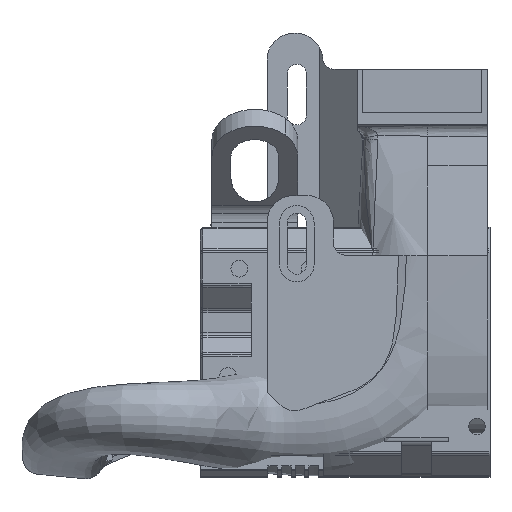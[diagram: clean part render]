
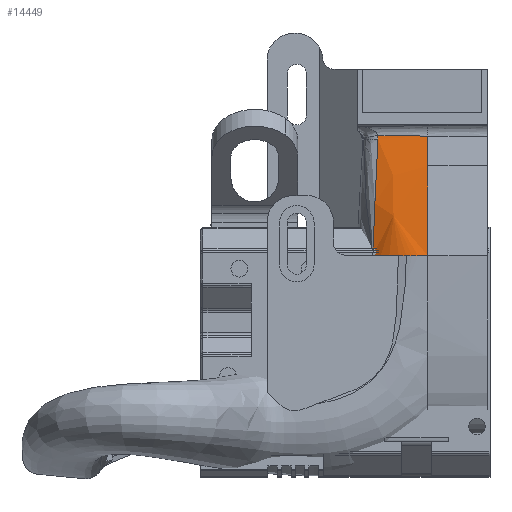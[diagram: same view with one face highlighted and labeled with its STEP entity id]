
A CAD part, left-side view. The second image highlights one B-rep face of the part: STEP entity #14449.
In plain terms, the highlighted free-form (B-spline) face has degree [3, 3] with [5, 4] control points.
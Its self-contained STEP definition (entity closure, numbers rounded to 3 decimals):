
#2738=CARTESIAN_POINT('',(144.103,-28.572,463.553));
#2739=VERTEX_POINT('',#2738);
#2746=CARTESIAN_POINT('',(146.526,-24.238,463.553));
#2747=VERTEX_POINT('',#2746);
#2748=CARTESIAN_POINT('',(146.526,-24.238,463.553));
#2749=CARTESIAN_POINT('',(145.961,-24.857,463.553));
#2750=CARTESIAN_POINT('',(145.482,-25.538,463.553));
#2751=CARTESIAN_POINT('',(145.076,-26.27,463.553));
#2752=CARTESIAN_POINT('',(144.874,-26.636,463.553));
#2753=CARTESIAN_POINT('',(144.691,-27.012,463.553));
#2754=CARTESIAN_POINT('',(144.529,-27.396,463.553));
#2755=CARTESIAN_POINT('',(144.367,-27.78,463.553));
#2756=CARTESIAN_POINT('',(144.225,-28.172,463.553));
#2757=CARTESIAN_POINT('',(144.103,-28.572,463.553));
#2758=B_SPLINE_CURVE_WITH_KNOTS('',3,(#2748,#2749,#2750,#2751,#2752,#2753,#2754,#2755,#2756,#2757),.UNSPECIFIED.,.F.,.F.,(4,3,3,4),(0.,0.002,0.004,0.005),.UNSPECIFIED.);
#2759=EDGE_CURVE('',#2747,#2739,#2758,.T.);
#9089=CARTESIAN_POINT('',(146.821,-33.461,483.54));
#9090=VERTEX_POINT('',#9089);
#9404=CARTESIAN_POINT('',(146.917,-25.075,483.636));
#9405=VERTEX_POINT('',#9404);
#11757=CARTESIAN_POINT('',(146.869,-25.088,483.023));
#11758=VERTEX_POINT('',#11757);
#11772=CARTESIAN_POINT('',(146.869,-25.088,483.023));
#11773=CARTESIAN_POINT('',(146.884,-25.098,483.229));
#11774=CARTESIAN_POINT('',(146.9,-25.094,483.434));
#11775=CARTESIAN_POINT('',(146.916,-25.075,483.636));
#11776=B_SPLINE_CURVE_WITH_KNOTS('',3,(#11772,#11773,#11774,#11775),.UNSPECIFIED.,.F.,.F.,(4,4),(-0.062,-0.),.UNSPECIFIED.);
#11777=EDGE_CURVE('',#11758,#9405,#11776,.T.);
#11808=CARTESIAN_POINT('',(146.917,-25.075,483.636));
#11809=CARTESIAN_POINT('',(146.859,-27.874,483.568));
#11810=CARTESIAN_POINT('',(146.817,-30.667,483.536));
#11811=CARTESIAN_POINT('',(146.821,-33.461,483.54));
#11812=B_SPLINE_CURVE_WITH_KNOTS('',3,(#11808,#11809,#11810,#11811),.UNSPECIFIED.,.F.,.F.,(4,4),(-0.912,-0.069),.UNSPECIFIED.);
#11813=EDGE_CURVE('',#9405,#9090,#11812,.T.);
#11830=CARTESIAN_POINT('',(146.,-33.461,478.548));
#11831=VERTEX_POINT('',#11830);
#11832=CARTESIAN_POINT('',(146.,-33.461,478.548));
#11833=CARTESIAN_POINT('',(146.274,-33.461,480.216));
#11834=CARTESIAN_POINT('',(146.549,-33.461,481.888));
#11835=CARTESIAN_POINT('',(146.821,-33.461,483.54));
#11836=B_SPLINE_CURVE_WITH_KNOTS('',3,(#11832,#11833,#11834,#11835),.UNSPECIFIED.,.F.,.F.,(4,4),(-0.602,-0.102),.UNSPECIFIED.);
#11837=EDGE_CURVE('',#11831,#9090,#11836,.T.);
#11883=CARTESIAN_POINT('',(143.545,-33.461,463.459));
#11884=VERTEX_POINT('',#11883);
#11885=CARTESIAN_POINT('',(146.,-33.461,478.548));
#11886=CARTESIAN_POINT('',(145.793,-33.461,477.287));
#11887=CARTESIAN_POINT('',(145.586,-33.461,476.025));
#11888=CARTESIAN_POINT('',(145.382,-33.461,474.774));
#11889=CARTESIAN_POINT('',(145.279,-33.461,474.149));
#11890=CARTESIAN_POINT('',(145.178,-33.461,473.527));
#11891=CARTESIAN_POINT('',(145.075,-33.461,472.901));
#11892=CARTESIAN_POINT('',(144.973,-33.461,472.275));
#11893=CARTESIAN_POINT('',(144.871,-33.461,471.647));
#11894=CARTESIAN_POINT('',(144.768,-33.461,471.018));
#11895=CARTESIAN_POINT('',(144.358,-33.461,468.5));
#11896=CARTESIAN_POINT('',(143.947,-33.461,465.962));
#11897=CARTESIAN_POINT('',(143.545,-33.461,463.459));
#11898=B_SPLINE_CURVE_WITH_KNOTS('',3,(#11885,#11886,#11887,#11888,#11889,#11890,#11891,#11892,#11893,#11894,#11895,#11896,#11897),.UNSPECIFIED.,.F.,.F.,(4,3,3,3,4),(0.599,0.975,1.162,1.35,2.1),.UNSPECIFIED.);
#11899=EDGE_CURVE('',#11831,#11884,#11898,.T.);
#13556=CARTESIAN_POINT('',(146.526,-24.238,463.553));
#13557=CARTESIAN_POINT('',(146.42,-24.271,465.187));
#13558=CARTESIAN_POINT('',(146.357,-24.332,466.821));
#13559=CARTESIAN_POINT('',(146.331,-24.401,468.452));
#13560=CARTESIAN_POINT('',(146.305,-24.47,470.082));
#13561=CARTESIAN_POINT('',(146.318,-24.547,471.708));
#13562=CARTESIAN_POINT('',(146.359,-24.624,473.331));
#13563=CARTESIAN_POINT('',(146.441,-24.78,476.576));
#13564=CARTESIAN_POINT('',(146.629,-24.935,479.805));
#13565=CARTESIAN_POINT('',(146.869,-25.088,483.023));
#13566=B_SPLINE_CURVE_WITH_KNOTS('',3,(#13556,#13557,#13558,#13559,#13560,#13561,#13562,#13563,#13564,#13565),.UNSPECIFIED.,.F.,.F.,(4,3,3,4),(0.007,0.488,0.969,1.931),.UNSPECIFIED.);
#13567=EDGE_CURVE('',#2747,#11758,#13566,.T.);
#14018=CARTESIAN_POINT('',(144.103,-28.529,463.459));
#14019=VERTEX_POINT('',#14018);
#14123=CARTESIAN_POINT('',(144.103,-28.572,463.553));
#14124=CARTESIAN_POINT('',(144.103,-28.558,463.522));
#14125=CARTESIAN_POINT('',(144.103,-28.544,463.49));
#14126=CARTESIAN_POINT('',(144.103,-28.53,463.459));
#14127=B_SPLINE_CURVE_WITH_KNOTS('',3,(#14123,#14124,#14125,#14126),.UNSPECIFIED.,.F.,.F.,(4,4),(0.001,0.001),.UNSPECIFIED.);
#14128=EDGE_CURVE('',#2739,#14019,#14127,.T.);
#14403=CARTESIAN_POINT('',(146.838,-34.15,483.636));
#14404=CARTESIAN_POINT('',(145.74,-33.92,476.91));
#14405=CARTESIAN_POINT('',(144.643,-33.691,470.185));
#14406=CARTESIAN_POINT('',(143.545,-33.461,463.459));
#14407=CARTESIAN_POINT('',(146.832,-31.969,483.636));
#14408=CARTESIAN_POINT('',(145.686,-31.816,476.91));
#14409=CARTESIAN_POINT('',(144.545,-31.664,470.185));
#14410=CARTESIAN_POINT('',(143.4,-31.511,463.459));
#14411=CARTESIAN_POINT('',(146.854,-28.149,483.636));
#14412=CARTESIAN_POINT('',(145.873,-28.105,476.91));
#14413=CARTESIAN_POINT('',(144.891,-28.062,470.185));
#14414=CARTESIAN_POINT('',(143.909,-28.018,463.459));
#14415=CARTESIAN_POINT('',(146.928,-24.359,483.636));
#14416=CARTESIAN_POINT('',(146.494,-24.646,476.91));
#14417=CARTESIAN_POINT('',(146.06,-24.934,470.185));
#14418=CARTESIAN_POINT('',(145.626,-25.221,463.459));
#14419=CARTESIAN_POINT('',(146.967,-22.744,483.636));
#14420=CARTESIAN_POINT('',(146.82,-23.244,476.91));
#14421=CARTESIAN_POINT('',(146.672,-23.744,470.185));
#14422=CARTESIAN_POINT('',(146.524,-24.245,463.459));
#14423=B_SPLINE_SURFACE_WITH_KNOTS('',3,3,((#14403,#14404,#14405,#14406),(#14407,#14408,#14409,#14410),(#14411,#14412,#14413,#14414),(#14415,#14416,#14417,#14418),(#14419,#14420,#14421,#14422)),.UNSPECIFIED.,.F.,.F.,.U.,(4,1,4),(4,4),(0.446,0.762,0.999),(0.043,1.),.UNSPECIFIED.);
#14424=ORIENTED_EDGE('',*,*,#13567,.F.);
#14425=ORIENTED_EDGE('',*,*,#2759,.T.);
#14426=ORIENTED_EDGE('',*,*,#14128,.T.);
#14427=CARTESIAN_POINT('',(143.766,-29.852,463.459));
#14428=VERTEX_POINT('',#14427);
#14429=CARTESIAN_POINT('',(143.767,-29.853,463.459));
#14430=CARTESIAN_POINT('',(143.856,-29.403,463.459));
#14431=CARTESIAN_POINT('',(143.969,-28.961,463.459));
#14432=CARTESIAN_POINT('',(144.103,-28.529,463.459));
#14433=B_SPLINE_CURVE_WITH_KNOTS('',3,(#14429,#14430,#14431,#14432),.UNSPECIFIED.,.F.,.F.,(4,4),(116.276,123.5),.UNSPECIFIED.);
#14434=EDGE_CURVE('',#14428,#14019,#14433,.T.);
#14435=ORIENTED_EDGE('',*,*,#14434,.F.);
#14436=CARTESIAN_POINT('',(143.545,-33.461,463.459));
#14437=CARTESIAN_POINT('',(143.455,-32.254,463.459));
#14438=CARTESIAN_POINT('',(143.532,-31.03,463.459));
#14439=CARTESIAN_POINT('',(143.767,-29.853,463.459));
#14440=B_SPLINE_CURVE_WITH_KNOTS('',3,(#14436,#14437,#14438,#14439),.UNSPECIFIED.,.F.,.F.,(4,4),(84.784,103.717),.UNSPECIFIED.);
#14441=EDGE_CURVE('',#11884,#14428,#14440,.T.);
#14442=ORIENTED_EDGE('',*,*,#14441,.F.);
#14443=ORIENTED_EDGE('',*,*,#11899,.F.);
#14444=ORIENTED_EDGE('',*,*,#11837,.T.);
#14445=ORIENTED_EDGE('',*,*,#11813,.F.);
#14446=ORIENTED_EDGE('',*,*,#11777,.F.);
#14447=EDGE_LOOP('',(#14424,#14425,#14426,#14435,#14442,#14443,#14444,#14445,#14446));
#14448=FACE_BOUND('',#14447,.T.);
#14449=ADVANCED_FACE('',(#14448),#14423,.T.);
